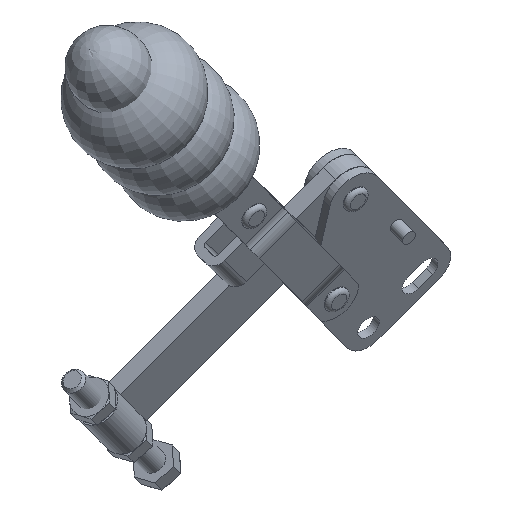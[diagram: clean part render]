
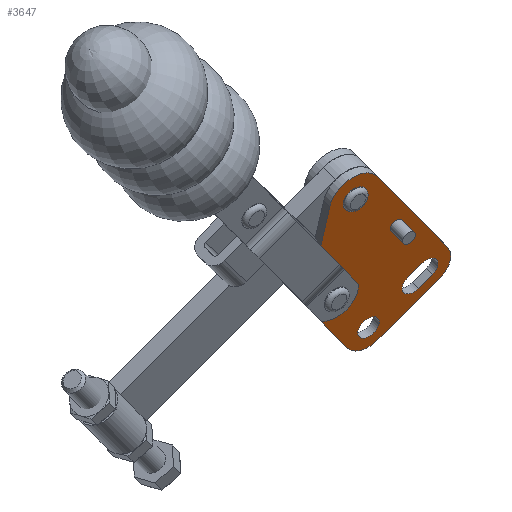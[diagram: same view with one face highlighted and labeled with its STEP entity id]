
A CAD part, top view. The second image highlights one B-rep face of the part: STEP entity #3647.
In plain terms, the highlighted planar face has unit normal (0.577, -0.577, 0.577).
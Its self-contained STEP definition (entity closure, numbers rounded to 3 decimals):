
#337=VECTOR('',#4756,1.);
#342=VECTOR('',#4768,1.);
#349=VECTOR('',#4812,1.);
#355=VECTOR('',#4830,1.);
#358=VECTOR('',#4838,1.);
#360=VECTOR('',#4845,1.);
#567=LINE('',#5888,#337);
#572=LINE('',#5903,#342);
#579=LINE('',#5945,#349);
#585=LINE('',#5965,#355);
#588=LINE('',#5973,#358);
#590=LINE('',#5979,#360);
#720=PLANE('',#4015);
#1006=VERTEX_POINT('',#5889);
#1007=VERTEX_POINT('',#5890);
#1010=VERTEX_POINT('',#5898);
#1012=VERTEX_POINT('',#5904);
#1014=VERTEX_POINT('',#5913);
#1016=VERTEX_POINT('',#5918);
#1018=VERTEX_POINT('',#5923);
#1020=VERTEX_POINT('',#5928);
#1022=VERTEX_POINT('',#5933);
#1023=VERTEX_POINT('',#5934);
#1027=VERTEX_POINT('',#5944);
#1033=VERTEX_POINT('',#5960);
#1034=VERTEX_POINT('',#5961);
#1035=VERTEX_POINT('',#5966);
#1036=VERTEX_POINT('',#5970);
#1037=VERTEX_POINT('',#5974);
#1232=CIRCLE('',#3980,4.025);
#1234=CIRCLE('',#3984,4.025);
#1236=CIRCLE('',#3987,4.025);
#1238=CIRCLE('',#3990,2.38);
#1240=CIRCLE('',#3993,3.185);
#1242=CIRCLE('',#3996,4.79);
#1244=CIRCLE('',#3999,7.9);
#1249=CIRCLE('',#4007,7.9);
#1250=CIRCLE('',#4010,7.9);
#1251=CIRCLE('',#4013,9.5);
#1666=EDGE_CURVE('',#1006,#1007,#567,.T.);
#1670=EDGE_CURVE('',#1007,#1010,#1232,.T.);
#1673=EDGE_CURVE('',#1010,#1012,#572,.T.);
#1676=EDGE_CURVE('',#1012,#1006,#1234,.T.);
#1678=EDGE_CURVE('',#1014,#1014,#1236,.T.);
#1680=EDGE_CURVE('',#1016,#1016,#1238,.T.);
#1682=EDGE_CURVE('',#1018,#1018,#1240,.T.);
#1684=EDGE_CURVE('',#1020,#1020,#1242,.T.);
#1686=EDGE_CURVE('',#1022,#1023,#1244,.T.);
#1692=EDGE_CURVE('',#1027,#1022,#579,.T.);
#1699=EDGE_CURVE('',#1033,#1034,#1249,.T.);
#1702=EDGE_CURVE('',#1034,#1035,#585,.T.);
#1704=EDGE_CURVE('',#1035,#1036,#1250,.T.);
#1706=EDGE_CURVE('',#1036,#1037,#588,.T.);
#1708=EDGE_CURVE('',#1037,#1027,#1251,.T.);
#1709=EDGE_CURVE('',#1023,#1033,#590,.T.);
#2611=ORIENTED_EDGE('',*,*,#1673,.T.);
#2612=ORIENTED_EDGE('',*,*,#1676,.T.);
#2613=ORIENTED_EDGE('',*,*,#1666,.T.);
#2614=ORIENTED_EDGE('',*,*,#1670,.T.);
#2615=ORIENTED_EDGE('',*,*,#1678,.T.);
#2616=ORIENTED_EDGE('',*,*,#1680,.T.);
#2617=ORIENTED_EDGE('',*,*,#1682,.T.);
#2618=ORIENTED_EDGE('',*,*,#1684,.T.);
#2619=ORIENTED_EDGE('',*,*,#1686,.F.);
#2620=ORIENTED_EDGE('',*,*,#1692,.F.);
#2621=ORIENTED_EDGE('',*,*,#1708,.F.);
#2622=ORIENTED_EDGE('',*,*,#1706,.F.);
#2623=ORIENTED_EDGE('',*,*,#1704,.F.);
#2624=ORIENTED_EDGE('',*,*,#1702,.F.);
#2625=ORIENTED_EDGE('',*,*,#1699,.F.);
#2626=ORIENTED_EDGE('',*,*,#1709,.F.);
#3039=EDGE_LOOP('',(#2611,#2612,#2613,#2614));
#3040=EDGE_LOOP('',(#2615));
#3041=EDGE_LOOP('',(#2616));
#3042=EDGE_LOOP('',(#2617));
#3043=EDGE_LOOP('',(#2618));
#3044=EDGE_LOOP('',(#2619,#2620,#2621,#2622,#2623,#2624,#2625,#2626));
#3381=FACE_BOUND('',#3039,.T.);
#3382=FACE_BOUND('',#3040,.T.);
#3383=FACE_BOUND('',#3041,.T.);
#3384=FACE_BOUND('',#3042,.T.);
#3385=FACE_BOUND('',#3043,.T.);
#3386=FACE_BOUND('',#3044,.T.);
#3647=ADVANCED_FACE('',(#3381,#3382,#3383,#3384,#3385,#3386),#720,.T.);
#3980=AXIS2_PLACEMENT_3D('',#5897,#4762,#4763);
#3984=AXIS2_PLACEMENT_3D('',#5909,#4773,#4774);
#3987=AXIS2_PLACEMENT_3D('',#5912,#4779,#4780);
#3990=AXIS2_PLACEMENT_3D('',#5917,#4785,#4786);
#3993=AXIS2_PLACEMENT_3D('',#5922,#4791,#4792);
#3996=AXIS2_PLACEMENT_3D('',#5927,#4797,#4798);
#3999=AXIS2_PLACEMENT_3D('',#5932,#4803,#4804);
#4007=AXIS2_PLACEMENT_3D('',#5959,#4825,#4826);
#4010=AXIS2_PLACEMENT_3D('',#5969,#4834,#4835);
#4013=AXIS2_PLACEMENT_3D('',#5977,#4842,#4843);
#4015=AXIS2_PLACEMENT_3D('',#5980,#4846,$);
#4756=DIRECTION('',(-0.708,-0.706,0.002));
#4762=DIRECTION('',(-0.577,0.577,-0.577));
#4763=DIRECTION('',(2.85,2.843,-0.007));
#4768=DIRECTION('',(0.708,0.706,-0.002));
#4773=DIRECTION('',(-0.577,0.577,-0.577));
#4774=DIRECTION('',(2.85,2.843,-0.007));
#4779=DIRECTION('',(-0.577,0.577,-0.577));
#4780=DIRECTION('',(2.85,2.843,-0.007));
#4785=DIRECTION('',(-0.577,0.577,-0.577));
#4786=DIRECTION('',(1.685,1.681,-0.004));
#4791=DIRECTION('',(-0.577,0.577,-0.577));
#4792=DIRECTION('',(2.255,2.249,-0.006));
#4797=DIRECTION('',(-0.577,0.577,-0.577));
#4798=DIRECTION('',(3.391,3.383,-0.009));
#4803=DIRECTION('',(-0.577,0.577,-0.577));
#4804=DIRECTION('',(6.227,1.656,-4.571));
#4812=DIRECTION('',(0.407,-0.41,-0.816));
#4825=DIRECTION('',(-0.577,0.577,-0.577));
#4826=DIRECTION('',(-1.683,-6.234,-4.551));
#4830=DIRECTION('',(-0.407,0.41,0.816));
#4834=DIRECTION('',(-0.577,0.577,-0.577));
#4835=DIRECTION('',(5.593,5.579,-0.014));
#4838=DIRECTION('',(0.178,0.779,0.601));
#4842=DIRECTION('',(-0.577,0.577,-0.577));
#4843=DIRECTION('',(6.726,6.709,-0.017));
#4845=DIRECTION('',(-0.708,-0.706,0.002));
#4846=DIRECTION('',(0.577,-0.577,0.577));
#5888=CARTESIAN_POINT('',(383.176,271.917,-372.406));
#5889=CARTESIAN_POINT('',(386.719,275.452,-372.415));
#5890=CARTESIAN_POINT('',(382.471,271.214,-372.404));
#5897=CARTESIAN_POINT('',(380.834,272.864,-369.118));
#5898=CARTESIAN_POINT('',(379.197,274.513,-365.832));
#5903=CARTESIAN_POINT('',(377.778,273.098,-365.828));
#5904=CARTESIAN_POINT('',(383.445,278.751,-365.842));
#5909=CARTESIAN_POINT('',(385.082,277.101,-369.129));
#5912=CARTESIAN_POINT('',(367.382,259.446,-369.084));
#5913=CARTESIAN_POINT('',(364.533,256.603,-369.077));
#5917=CARTESIAN_POINT('',(375.869,290.174,-346.843));
#5918=CARTESIAN_POINT('',(374.184,288.493,-346.839));
#5922=CARTESIAN_POINT('',(363.269,298.327,-326.09));
#5923=CARTESIAN_POINT('',(361.014,296.077,-326.085));
#5927=CARTESIAN_POINT('',(355.614,269.969,-346.792));
#5928=CARTESIAN_POINT('',(352.222,266.586,-346.784));
#5932=CARTESIAN_POINT('',(385.844,277.853,-369.139));
#5933=CARTESIAN_POINT('',(391.437,283.432,-369.153));
#5934=CARTESIAN_POINT('',(389.057,274.615,-375.589));
#5944=CARTESIAN_POINT('',(369.995,305.036,-326.107));
#5945=CARTESIAN_POINT('',(388.132,286.761,-362.518));
#5959=CARTESIAN_POINT('',(366.721,258.778,-369.091));
#5960=CARTESIAN_POINT('',(369.934,255.54,-375.541));
#5961=CARTESIAN_POINT('',(361.128,253.199,-369.077));
#5965=CARTESIAN_POINT('',(354.708,259.666,-356.19));
#5966=CARTESIAN_POINT('',(350.02,264.39,-346.778));
#5969=CARTESIAN_POINT('',(355.614,269.969,-346.792));
#5970=CARTESIAN_POINT('',(349.318,268.037,-342.428));
#5973=CARTESIAN_POINT('',(357.282,302.946,-315.484));
#5974=CARTESIAN_POINT('',(355.698,296.003,-320.843));
#5977=CARTESIAN_POINT('',(363.269,298.327,-326.09));
#5979=CARTESIAN_POINT('',(384.818,270.387,-375.578));
#5980=CARTESIAN_POINT('',(368.92,279.177,-350.891));
